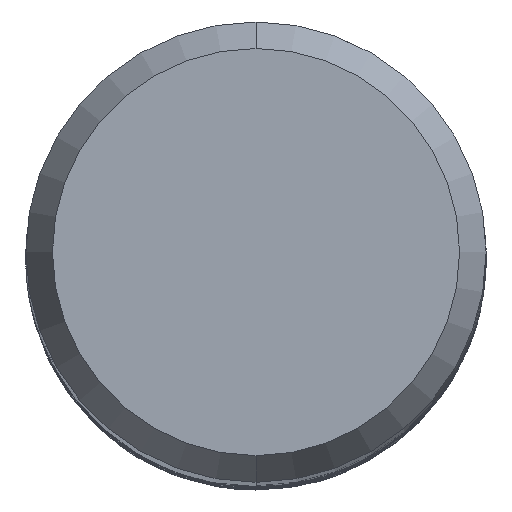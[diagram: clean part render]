
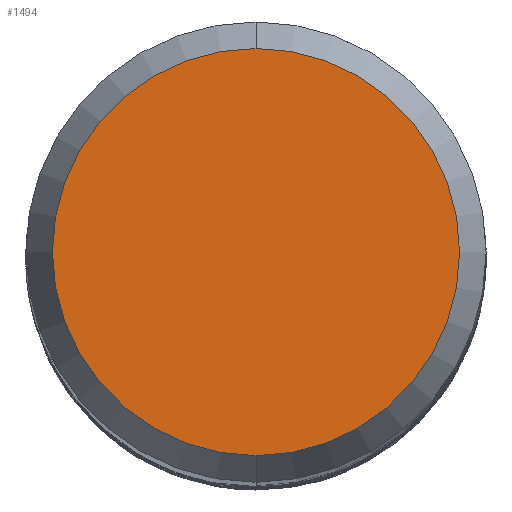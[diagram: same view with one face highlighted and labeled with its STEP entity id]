
A CAD part, top view. The second image highlights one B-rep face of the part: STEP entity #1494.
In plain terms, the highlighted planar face has unit normal (0, 0, 1).
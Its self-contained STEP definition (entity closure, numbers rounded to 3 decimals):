
#1306=EDGE_CURVE('',#2008,#2466,#3029,.T.);
#1494=ADVANCED_FACE('',(#3233),#3234,.T.);
#2008=VERTEX_POINT('',#3790);
#2464=EDGE_CURVE('',#2466,#2008,#4284,.T.);
#2466=VERTEX_POINT('',#4286);
#3029=CIRCLE('',#11983,4.423);
#3233=FACE_OUTER_BOUND('',#15319,.T.);
#3234=PLANE('',#15320);
#3790=CARTESIAN_POINT('',(0.,-4.423,0.0));
#4284=CIRCLE('',#28969,4.423);
#4286=CARTESIAN_POINT('',(0.0,4.423,0.0));
#11983=AXIS2_PLACEMENT_3D('',#29852,#29853,#29854);
#15319=EDGE_LOOP('',(#30060,#30061));
#15320=AXIS2_PLACEMENT_3D('',#30062,#30063,#30064);
#28969=AXIS2_PLACEMENT_3D('',#31073,#31074,#31075);
#29852=CARTESIAN_POINT('',(0.0,0.0,0.0));
#29853=DIRECTION('',(0.0,0.0,-1.0));
#29854=DIRECTION('',(0.0,1.0,0.0));
#30060=ORIENTED_EDGE('',*,*,#2464,.F.);
#30061=ORIENTED_EDGE('',*,*,#1306,.F.);
#30062=CARTESIAN_POINT('',(0.0,2.211,0.0));
#30063=DIRECTION('',(-0.0,0.0,1.0));
#30064=DIRECTION('',(0.0,-1.0,0.0));
#31073=CARTESIAN_POINT('',(0.0,0.0,0.0));
#31074=DIRECTION('',(0.0,0.0,-1.0));
#31075=DIRECTION('',(0.0,1.0,0.0));
